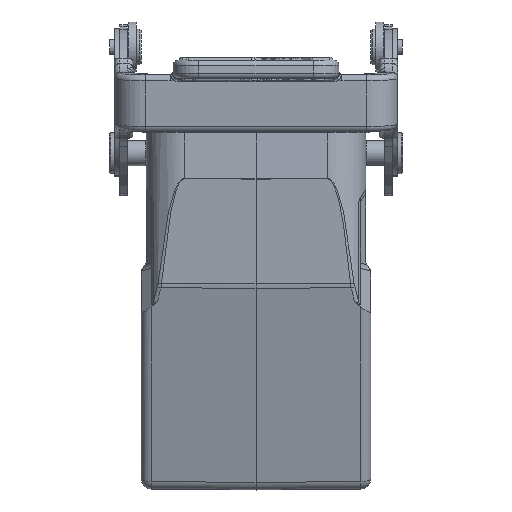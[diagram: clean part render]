
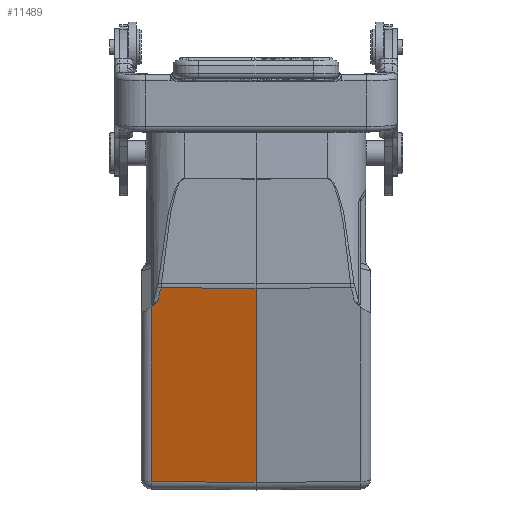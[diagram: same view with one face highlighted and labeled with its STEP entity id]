
A CAD part, left-side view. The second image highlights one B-rep face of the part: STEP entity #11489.
In plain terms, the highlighted planar face has unit normal (-0.966, 0.009, -0.259).
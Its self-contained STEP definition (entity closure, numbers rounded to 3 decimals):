
#9873=FACE_OUTER_BOUND('',#14788,.T.);
#11489=ADVANCED_FACE('',(#9873),#12331,.T.);
#12331=PLANE('',#37541);
#14788=EDGE_LOOP('',(#27392,#27393,#27394,#27395,#27396,#27397));
#15865=LINE('',#50119,#18247);
#15956=LINE('',#50715,#18338);
#15963=LINE('',#50799,#18345);
#17128=LINE('',#59869,#19549);
#17129=LINE('',#59871,#19550);
#18247=VECTOR('',#40376,1.);
#18338=VECTOR('',#40683,1.);
#18345=VECTOR('',#40714,1.);
#19549=VECTOR('',#45042,1.);
#19550=VECTOR('',#45045,1.);
#27392=ORIENTED_EDGE('',*,*,#31810,.T.);
#27393=ORIENTED_EDGE('',*,*,#31793,.F.);
#27394=ORIENTED_EDGE('',*,*,#31791,.F.);
#27395=ORIENTED_EDGE('',*,*,#31622,.T.);
#27396=ORIENTED_EDGE('',*,*,#34016,.F.);
#27397=ORIENTED_EDGE('',*,*,#34017,.T.);
#28552=VERTEX_POINT('',#50112);
#28555=VERTEX_POINT('',#50120);
#28664=VERTEX_POINT('',#50716);
#28665=VERTEX_POINT('',#50723);
#28676=VERTEX_POINT('',#50800);
#30067=VERTEX_POINT('',#59855);
#31622=EDGE_CURVE('',#28555,#28552,#15865,.T.);
#31791=EDGE_CURVE('',#28555,#28664,#15956,.T.);
#31793=EDGE_CURVE('',#28664,#28665,#34374,.T.);
#31810=EDGE_CURVE('',#28676,#28665,#15963,.T.);
#34016=EDGE_CURVE('',#30067,#28552,#17128,.T.);
#34017=EDGE_CURVE('',#30067,#28676,#17129,.T.);
#34374=CIRCLE('',#35968,46.25);
#35968=AXIS2_PLACEMENT_3D('',#50722,#40686,#40687);
#37541=AXIS2_PLACEMENT_3D('',#59872,#45046,#45047);
#40376=DIRECTION('',(0.259,0.,-0.966));
#40683=DIRECTION('',(-0.173,-0.765,0.62));
#40686=DIRECTION('',(0.966,-0.009,0.259));
#40687=DIRECTION('',(0.259,0.,-0.966));
#40714=DIRECTION('',(0.009,1.,0.002));
#45042=DIRECTION('',(0.007,1.,0.009));
#45045=DIRECTION('',(-0.259,0.,0.966));
#45046=DIRECTION('',(-0.966,0.009,-0.259));
#45047=DIRECTION('',(-0.259,0.,0.966));
#50112=CARTESIAN_POINT('',(-24.205,20.517,-70.339));
#50119=CARTESIAN_POINT('',(-29.272,20.517,-51.427));
#50120=CARTESIAN_POINT('',(-33.383,20.517,-36.083));
#50715=CARTESIAN_POINT('',(-33.259,21.065,-36.527));
#50716=CARTESIAN_POINT('',(-33.666,19.266,-35.069));
#50722=CARTESIAN_POINT('',(-31.836,-26.185,-43.434));
#50723=CARTESIAN_POINT('',(-34.389,18.655,-32.394));
#50799=CARTESIAN_POINT('',(-34.461,10.273,-32.407));
#50800=CARTESIAN_POINT('',(-34.549,0.,-32.423));
#59855=CARTESIAN_POINT('',(-24.342,0.,-70.518));
#59869=CARTESIAN_POINT('',(-24.272,10.39,-70.427));
#59871=CARTESIAN_POINT('',(-29.445,0.,-51.473));
#59872=CARTESIAN_POINT('',(-29.359,10.259,-51.45));
